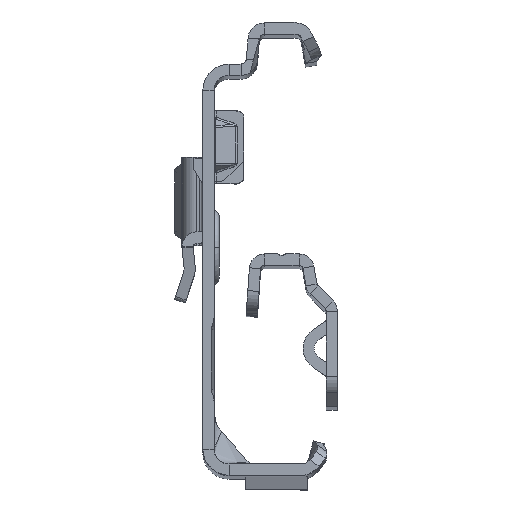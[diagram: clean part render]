
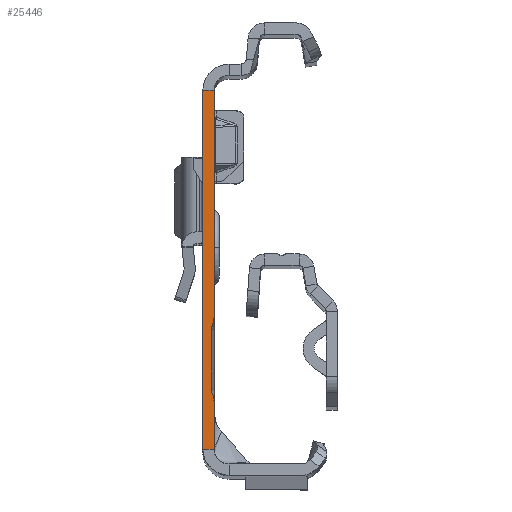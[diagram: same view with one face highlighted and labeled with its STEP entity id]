
A CAD part, top view. The second image highlights one B-rep face of the part: STEP entity #25446.
In plain terms, the highlighted planar face has unit normal (0, 0, 1).
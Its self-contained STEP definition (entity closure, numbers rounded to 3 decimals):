
#29 = CARTESIAN_POINT ( 'NONE',  ( 0., 22.135, 0. ) ) ;
#371 = VECTOR ( 'NONE', #5487, 1000. ) ;
#631 = EDGE_CURVE ( 'NONE', #9387, #1453, #16881, .T. ) ;
#839 = DIRECTION ( 'NONE',  ( 0., 0., 1. ) ) ;
#880 = EDGE_CURVE ( 'NONE', #10708, #2444, #16193, .T. ) ;
#1024 = EDGE_CURVE ( 'NONE', #2293, #10708, #13046, .T. ) ;
#1404 = VERTEX_POINT ( 'NONE', #15640 ) ;
#1453 = VERTEX_POINT ( 'NONE', #24118 ) ;
#1585 = CARTESIAN_POINT ( 'NONE',  ( -1.5, -25.865, 0. ) ) ;
#1800 = ORIENTED_EDGE ( 'NONE', *, *, #8903, .F. ) ;
#2089 = VECTOR ( 'NONE', #21483, 1000. ) ;
#2157 = CARTESIAN_POINT ( 'NONE',  ( -1.5, 22.135, 0. ) ) ;
#2293 = VERTEX_POINT ( 'NONE', #7728 ) ;
#2420 = CARTESIAN_POINT ( 'NONE',  ( -0.306, -9.443, 0. ) ) ;
#2444 = VERTEX_POINT ( 'NONE', #2420 ) ;
#2832 = CARTESIAN_POINT ( 'NONE',  ( 0., 24.135, 0. ) ) ;
#2895 = ORIENTED_EDGE ( 'NONE', *, *, #8578, .F. ) ;
#3048 = CARTESIAN_POINT ( 'NONE',  ( 0., -25.865, 0. ) ) ;
#3891 = DIRECTION ( 'NONE',  ( 0., 0., -1. ) ) ;
#4077 = DIRECTION ( 'NONE',  ( 0.423, -0.906, 0. ) ) ;
#4564 = VERTEX_POINT ( 'NONE', #16690 ) ;
#4760 = CARTESIAN_POINT ( 'NONE',  ( 0., 22.135, 0. ) ) ;
#4870 = DIRECTION ( 'NONE',  ( 0., 0., -1. ) ) ;
#5015 = CARTESIAN_POINT ( 'NONE',  ( -0.4, -9.865, 0. ) ) ;
#5164 = FACE_OUTER_BOUND ( 'NONE', #15252, .T. ) ;
#5387 = ORIENTED_EDGE ( 'NONE', *, *, #5738, .F. ) ;
#5487 = DIRECTION ( 'NONE',  ( 0., -1., 0. ) ) ;
#5631 = ORIENTED_EDGE ( 'NONE', *, *, #24622, .F. ) ;
#5738 = EDGE_CURVE ( 'NONE', #11667, #9387, #15420, .T. ) ;
#6556 = AXIS2_PLACEMENT_3D ( 'NONE', #17308, #8787, #21336 ) ;
#6657 = DIRECTION ( 'NONE',  ( -1., 0., 0. ) ) ;
#7290 = DIRECTION ( 'NONE',  ( 0., -1., 0. ) ) ;
#7439 = VECTOR ( 'NONE', #18483, 1000. ) ;
#7568 = LINE ( 'NONE', #24002, #15926 ) ;
#7728 = CARTESIAN_POINT ( 'NONE',  ( 0., -8.231, 0. ) ) ;
#7943 = VERTEX_POINT ( 'NONE', #26597 ) ;
#8578 = EDGE_CURVE ( 'NONE', #1404, #4564, #22023, .T. ) ;
#8642 = DIRECTION ( 'NONE',  ( 0., -1., 0. ) ) ;
#8787 = DIRECTION ( 'NONE',  ( 0., 0., 1. ) ) ;
#8903 = EDGE_CURVE ( 'NONE', #15067, #2293, #7568, .T. ) ;
#8979 = CARTESIAN_POINT ( 'NONE',  ( -0.234, -9.288, 0. ) ) ;
#9065 = CARTESIAN_POINT ( 'NONE',  ( -2.5, -8.231, 0. ) ) ;
#9226 = CARTESIAN_POINT ( 'NONE',  ( 0.6, -9.865, 0. ) ) ;
#9387 = VERTEX_POINT ( 'NONE', #12499 ) ;
#9489 = PLANE ( 'NONE',  #13220 ) ;
#10236 = CARTESIAN_POINT ( 'NONE',  ( -0.234, -9.288, 0. ) ) ;
#10708 = VERTEX_POINT ( 'NONE', #8979 ) ;
#11077 = ORIENTED_EDGE ( 'NONE', *, *, #11273, .F. ) ;
#11273 = EDGE_CURVE ( 'NONE', #7943, #11667, #22557, .T. ) ;
#11667 = VERTEX_POINT ( 'NONE', #18856 ) ;
#12053 = ORIENTED_EDGE ( 'NONE', *, *, #23600, .F. ) ;
#12499 = CARTESIAN_POINT ( 'NONE',  ( 0., -19.499, 0. ) ) ;
#13046 = CIRCLE ( 'NONE', #20382, 2.5 ) ;
#13220 = AXIS2_PLACEMENT_3D ( 'NONE', #13255, #839, #17466 ) ;
#13255 = CARTESIAN_POINT ( 'NONE',  ( -1.5, 24.135, 0. ) ) ;
#13850 = CIRCLE ( 'NONE', #6556, 1. ) ;
#14525 = CARTESIAN_POINT ( 'NONE',  ( -2.5, -19.499, 0. ) ) ;
#15067 = VERTEX_POINT ( 'NONE', #29 ) ;
#15252 = EDGE_LOOP ( 'NONE', ( #23824, #1800, #22629, #15519, #5631, #26475, #5387, #11077, #25207, #2895, #12053, #20688 ) ) ;
#15420 = CIRCLE ( 'NONE', #15850, 2.5 ) ;
#15519 = ORIENTED_EDGE ( 'NONE', *, *, #18225, .T. ) ;
#15640 = CARTESIAN_POINT ( 'NONE',  ( -0.4, -9.865, 0. ) ) ;
#15850 = AXIS2_PLACEMENT_3D ( 'NONE', #14525, #3891, #20340 ) ;
#15926 = VECTOR ( 'NONE', #7290, 1000. ) ;
#16193 = LINE ( 'NONE', #10236, #7439 ) ;
#16283 = CARTESIAN_POINT ( 'NONE',  ( -1.5, 24.135, 0. ) ) ;
#16690 = CARTESIAN_POINT ( 'NONE',  ( -0.4, -17.865, 0. ) ) ;
#16881 = LINE ( 'NONE', #2832, #22070 ) ;
#17308 = CARTESIAN_POINT ( 'NONE',  ( 0.6, -17.865, 0. ) ) ;
#17466 = DIRECTION ( 'NONE',  ( 0., -1., 0. ) ) ;
#17474 = DIRECTION ( 'NONE',  ( -1., 0., 0. ) ) ;
#17870 = DIRECTION ( 'NONE',  ( 0., 0., 1. ) ) ;
#18225 = EDGE_CURVE ( 'NONE', #24186, #24369, #26009, .T. ) ;
#18483 = DIRECTION ( 'NONE',  ( -0.423, -0.906, 0. ) ) ;
#18856 = CARTESIAN_POINT ( 'NONE',  ( -0.234, -18.442, 0. ) ) ;
#19603 = CIRCLE ( 'NONE', #20916, 1. ) ;
#20100 = VECTOR ( 'NONE', #23165, 1000. ) ;
#20340 = DIRECTION ( 'NONE',  ( 1., 0., 0. ) ) ;
#20382 = AXIS2_PLACEMENT_3D ( 'NONE', #9065, #4870, #21470 ) ;
#20688 = ORIENTED_EDGE ( 'NONE', *, *, #880, .F. ) ;
#20916 = AXIS2_PLACEMENT_3D ( 'NONE', #9226, #17870, #17474 ) ;
#21069 = EDGE_CURVE ( 'NONE', #4564, #7943, #13850, .T. ) ;
#21336 = DIRECTION ( 'NONE',  ( 1., 0., 0. ) ) ;
#21470 = DIRECTION ( 'NONE',  ( -1., 0., 0. ) ) ;
#21483 = DIRECTION ( 'NONE',  ( 0., -1., 0. ) ) ;
#21547 = LINE ( 'NONE', #3048, #20100 ) ;
#22023 = LINE ( 'NONE', #5015, #2089 ) ;
#22070 = VECTOR ( 'NONE', #8642, 1000. ) ;
#22557 = LINE ( 'NONE', #22696, #23799 ) ;
#22629 = ORIENTED_EDGE ( 'NONE', *, *, #26487, .T. ) ;
#22696 = CARTESIAN_POINT ( 'NONE',  ( -0.234, -18.442, 0. ) ) ;
#22755 = VECTOR ( 'NONE', #6657, 1000. ) ;
#23165 = DIRECTION ( 'NONE',  ( -1., 0., 0. ) ) ;
#23238 = LINE ( 'NONE', #4760, #22755 ) ;
#23600 = EDGE_CURVE ( 'NONE', #2444, #1404, #19603, .T. ) ;
#23799 = VECTOR ( 'NONE', #4077, 1000. ) ;
#23824 = ORIENTED_EDGE ( 'NONE', *, *, #1024, .F. ) ;
#24002 = CARTESIAN_POINT ( 'NONE',  ( 0., 24.135, 0. ) ) ;
#24118 = CARTESIAN_POINT ( 'NONE',  ( 0., -25.865, 0. ) ) ;
#24186 = VERTEX_POINT ( 'NONE', #2157 ) ;
#24369 = VERTEX_POINT ( 'NONE', #1585 ) ;
#24622 = EDGE_CURVE ( 'NONE', #1453, #24369, #21547, .T. ) ;
#25207 = ORIENTED_EDGE ( 'NONE', *, *, #21069, .F. ) ;
#25446 = ADVANCED_FACE ( 'NONE', ( #5164 ), #9489, .T. ) ;
#26009 = LINE ( 'NONE', #16283, #371 ) ;
#26475 = ORIENTED_EDGE ( 'NONE', *, *, #631, .F. ) ;
#26487 = EDGE_CURVE ( 'NONE', #15067, #24186, #23238, .T. ) ;
#26597 = CARTESIAN_POINT ( 'NONE',  ( -0.306, -18.288, 0. ) ) ;
